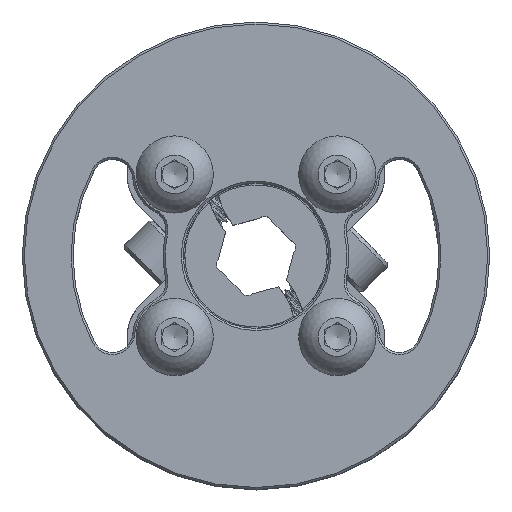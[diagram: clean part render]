
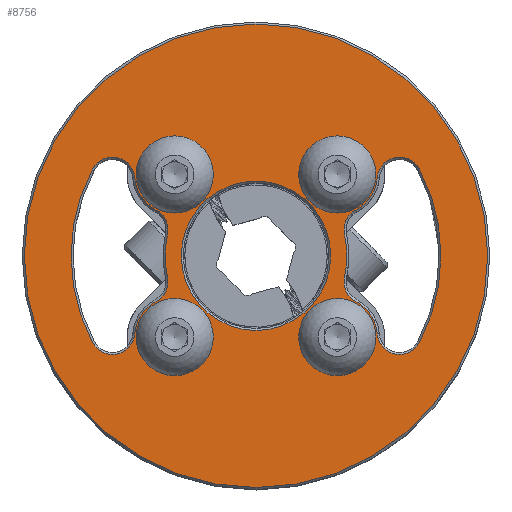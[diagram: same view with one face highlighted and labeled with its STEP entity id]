
A CAD part, top view. The second image highlights one B-rep face of the part: STEP entity #8756.
In plain terms, the highlighted planar face has unit normal (0, 0, 1).
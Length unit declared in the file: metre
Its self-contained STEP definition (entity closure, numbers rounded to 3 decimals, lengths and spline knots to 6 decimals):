
#4422=ORIENTED_EDGE('',*,*,#6066,.T.);
#4423=ORIENTED_EDGE('',*,*,#6067,.T.);
#4424=ORIENTED_EDGE('',*,*,#6068,.T.);
#4425=ORIENTED_EDGE('',*,*,#6069,.T.);
#4426=ORIENTED_EDGE('',*,*,#6070,.T.);
#4427=ORIENTED_EDGE('',*,*,#6071,.T.);
#4428=ORIENTED_EDGE('',*,*,#6072,.T.);
#4429=ORIENTED_EDGE('',*,*,#6073,.T.);
#4430=ORIENTED_EDGE('',*,*,#6074,.T.);
#4431=ORIENTED_EDGE('',*,*,#6075,.T.);
#4432=ORIENTED_EDGE('',*,*,#6076,.T.);
#4433=ORIENTED_EDGE('',*,*,#6077,.T.);
#4434=ORIENTED_EDGE('',*,*,#6078,.T.);
#4435=ORIENTED_EDGE('',*,*,#6079,.T.);
#4436=ORIENTED_EDGE('',*,*,#6080,.T.);
#4437=ORIENTED_EDGE('',*,*,#6081,.T.);
#4438=ORIENTED_EDGE('',*,*,#6082,.T.);
#4439=ORIENTED_EDGE('',*,*,#6083,.T.);
#4440=ORIENTED_EDGE('',*,*,#6084,.T.);
#4441=ORIENTED_EDGE('',*,*,#6085,.T.);
#4442=ORIENTED_EDGE('',*,*,#6086,.T.);
#4443=ORIENTED_EDGE('',*,*,#6087,.T.);
#6066=EDGE_CURVE('',#7354,#7355,#7661,.F.);
#6067=EDGE_CURVE('',#7355,#7356,#7662,.T.);
#6068=EDGE_CURVE('',#7356,#7357,#7663,.F.);
#6069=EDGE_CURVE('',#7357,#7358,#7664,.T.);
#6070=EDGE_CURVE('',#7358,#7359,#7665,.F.);
#6071=EDGE_CURVE('',#7359,#7360,#7666,.T.);
#6072=EDGE_CURVE('',#7360,#7361,#7667,.F.);
#6073=EDGE_CURVE('',#7361,#7354,#7668,.F.);
#6074=EDGE_CURVE('',#7362,#7363,#7669,.F.);
#6075=EDGE_CURVE('',#7363,#7364,#7670,.T.);
#6076=EDGE_CURVE('',#7364,#7365,#7671,.F.);
#6077=EDGE_CURVE('',#7365,#7366,#7672,.F.);
#6078=EDGE_CURVE('',#7366,#7367,#7673,.F.);
#6079=EDGE_CURVE('',#7367,#7368,#7674,.T.);
#6080=EDGE_CURVE('',#7368,#7369,#7675,.F.);
#6081=EDGE_CURVE('',#7369,#7362,#7676,.T.);
#6082=EDGE_CURVE('',#7370,#7370,#7677,.F.);
#6083=EDGE_CURVE('',#7371,#7371,#7678,.F.);
#6084=EDGE_CURVE('',#7372,#7372,#7679,.F.);
#6085=EDGE_CURVE('',#7373,#7373,#7680,.F.);
#6086=EDGE_CURVE('',#7374,#7374,#7681,.F.);
#6087=EDGE_CURVE('',#7375,#7375,#7682,.T.);
#7354=VERTEX_POINT('',#28661);
#7355=VERTEX_POINT('',#28662);
#7356=VERTEX_POINT('',#28664);
#7357=VERTEX_POINT('',#28666);
#7358=VERTEX_POINT('',#28668);
#7359=VERTEX_POINT('',#28670);
#7360=VERTEX_POINT('',#28672);
#7361=VERTEX_POINT('',#28674);
#7362=VERTEX_POINT('',#28677);
#7363=VERTEX_POINT('',#28678);
#7364=VERTEX_POINT('',#28680);
#7365=VERTEX_POINT('',#28682);
#7366=VERTEX_POINT('',#28684);
#7367=VERTEX_POINT('',#28686);
#7368=VERTEX_POINT('',#28688);
#7369=VERTEX_POINT('',#28690);
#7370=VERTEX_POINT('',#28693);
#7371=VERTEX_POINT('',#28695);
#7372=VERTEX_POINT('',#28697);
#7373=VERTEX_POINT('',#28699);
#7374=VERTEX_POINT('',#28701);
#7375=VERTEX_POINT('',#28703);
#7661=CIRCLE('',#9315,0.0022);
#7662=CIRCLE('',#9316,0.00395);
#7663=CIRCLE('',#9317,0.0022);
#7664=CIRCLE('',#9318,0.00895);
#7665=CIRCLE('',#9319,0.0022);
#7666=CIRCLE('',#9320,0.00395);
#7667=CIRCLE('',#9321,0.0022);
#7668=CIRCLE('',#9322,0.0182);
#7669=CIRCLE('',#9323,0.0022);
#7670=CIRCLE('',#9324,0.00395);
#7671=CIRCLE('',#9325,0.0022);
#7672=CIRCLE('',#9326,0.0182);
#7673=CIRCLE('',#9327,0.0022);
#7674=CIRCLE('',#9328,0.00395);
#7675=CIRCLE('',#9329,0.0022);
#7676=CIRCLE('',#9330,0.00895);
#7677=CIRCLE('',#9331,0.00235);
#7678=CIRCLE('',#9332,0.00235);
#7679=CIRCLE('',#9333,0.00235);
#7680=CIRCLE('',#9334,0.00235);
#7681=CIRCLE('',#9335,0.00735);
#7682=CIRCLE('',#9336,0.0228);
#8002=EDGE_LOOP('',(#4422,#4423,#4424,#4425,#4426,#4427,#4428,#4429));
#8003=EDGE_LOOP('',(#4430,#4431,#4432,#4433,#4434,#4435,#4436,#4437));
#8004=EDGE_LOOP('',(#4438));
#8005=EDGE_LOOP('',(#4439));
#8006=EDGE_LOOP('',(#4440));
#8007=EDGE_LOOP('',(#4441));
#8008=EDGE_LOOP('',(#4442));
#8009=EDGE_LOOP('',(#4443));
#8371=FACE_BOUND('',#8002,.T.);
#8372=FACE_BOUND('',#8003,.T.);
#8373=FACE_BOUND('',#8004,.T.);
#8374=FACE_BOUND('',#8005,.T.);
#8375=FACE_BOUND('',#8006,.T.);
#8376=FACE_BOUND('',#8007,.T.);
#8377=FACE_BOUND('',#8008,.T.);
#8378=FACE_BOUND('',#8009,.T.);
#8519=PLANE('',#9314);
#8756=ADVANCED_FACE('',(#8371,#8372,#8373,#8374,#8375,#8376,#8377,#8378),
#8519,.T.);
#9314=AXIS2_PLACEMENT_3D('',#28659,#10542,#10543);
#9315=AXIS2_PLACEMENT_3D('',#28660,#10544,#10545);
#9316=AXIS2_PLACEMENT_3D('',#28663,#10546,#10547);
#9317=AXIS2_PLACEMENT_3D('',#28665,#10548,#10549);
#9318=AXIS2_PLACEMENT_3D('',#28667,#10550,#10551);
#9319=AXIS2_PLACEMENT_3D('',#28669,#10552,#10553);
#9320=AXIS2_PLACEMENT_3D('',#28671,#10554,#10555);
#9321=AXIS2_PLACEMENT_3D('',#28673,#10556,#10557);
#9322=AXIS2_PLACEMENT_3D('',#28675,#10558,#10559);
#9323=AXIS2_PLACEMENT_3D('',#28676,#10560,#10561);
#9324=AXIS2_PLACEMENT_3D('',#28679,#10562,#10563);
#9325=AXIS2_PLACEMENT_3D('',#28681,#10564,#10565);
#9326=AXIS2_PLACEMENT_3D('',#28683,#10566,#10567);
#9327=AXIS2_PLACEMENT_3D('',#28685,#10568,#10569);
#9328=AXIS2_PLACEMENT_3D('',#28687,#10570,#10571);
#9329=AXIS2_PLACEMENT_3D('',#28689,#10572,#10573);
#9330=AXIS2_PLACEMENT_3D('',#28691,#10574,#10575);
#9331=AXIS2_PLACEMENT_3D('',#28692,#10576,#10577);
#9332=AXIS2_PLACEMENT_3D('',#28694,#10578,#10579);
#9333=AXIS2_PLACEMENT_3D('',#28696,#10580,#10581);
#9334=AXIS2_PLACEMENT_3D('',#28698,#10582,#10583);
#9335=AXIS2_PLACEMENT_3D('',#28700,#10584,#10585);
#9336=AXIS2_PLACEMENT_3D('',#28702,#10586,#10587);
#10542=DIRECTION('',(0.,0.,1.));
#10543=DIRECTION('',(1.,0.,0.));
#10544=DIRECTION('',(0.,0.,1.));
#10545=DIRECTION('',(1.,0.,0.));
#10546=DIRECTION('',(0.,0.,1.));
#10547=DIRECTION('',(1.,0.,0.));
#10548=DIRECTION('',(0.,0.,1.));
#10549=DIRECTION('',(1.,0.,0.));
#10550=DIRECTION('',(0.,0.,1.));
#10551=DIRECTION('',(1.,0.,0.));
#10552=DIRECTION('',(0.,0.,1.));
#10553=DIRECTION('',(1.,0.,0.));
#10554=DIRECTION('',(0.,0.,1.));
#10555=DIRECTION('',(1.,0.,0.));
#10556=DIRECTION('',(0.,0.,1.));
#10557=DIRECTION('',(1.,0.,0.));
#10558=DIRECTION('',(0.,0.,1.));
#10559=DIRECTION('',(1.,0.,0.));
#10560=DIRECTION('',(0.,0.,1.));
#10561=DIRECTION('',(1.,0.,0.));
#10562=DIRECTION('',(0.,0.,1.));
#10563=DIRECTION('',(1.,0.,0.));
#10564=DIRECTION('',(0.,0.,1.));
#10565=DIRECTION('',(1.,0.,0.));
#10566=DIRECTION('',(0.,0.,1.));
#10567=DIRECTION('',(1.,0.,0.));
#10568=DIRECTION('',(0.,0.,1.));
#10569=DIRECTION('',(1.,0.,0.));
#10570=DIRECTION('',(0.,0.,1.));
#10571=DIRECTION('',(1.,0.,0.));
#10572=DIRECTION('',(0.,0.,1.));
#10573=DIRECTION('',(1.,0.,0.));
#10574=DIRECTION('',(0.,0.,1.));
#10575=DIRECTION('',(1.,0.,0.));
#10576=DIRECTION('',(0.,0.,1.));
#10577=DIRECTION('',(1.,0.,0.));
#10578=DIRECTION('',(0.,0.,1.));
#10579=DIRECTION('',(1.,0.,0.));
#10580=DIRECTION('',(0.,0.,1.));
#10581=DIRECTION('',(1.,0.,0.));
#10582=DIRECTION('',(0.,0.,1.));
#10583=DIRECTION('',(1.,0.,0.));
#10584=DIRECTION('',(0.,0.,1.));
#10585=DIRECTION('',(1.,0.,0.));
#10586=DIRECTION('',(0.,0.,1.));
#10587=DIRECTION('',(1.,0.,0.));
#28659=CARTESIAN_POINT('',(0.,0.,0.0125));
#28660=CARTESIAN_POINT('',(-0.01413,0.007506,0.0125));
#28661=CARTESIAN_POINT('',(-0.016073,0.008538,0.0125));
#28662=CARTESIAN_POINT('',(-0.011937,0.007683,0.0125));
#28663=CARTESIAN_POINT('',(-0.008,0.008,0.0125));
#28664=CARTESIAN_POINT('',(-0.009833,0.004501,0.0125));
#28665=CARTESIAN_POINT('',(-0.010854,0.002552,0.0125));
#28666=CARTESIAN_POINT('',(-0.008712,0.002049,0.0125));
#28667=CARTESIAN_POINT('',(0.,0.,0.0125));
#28668=CARTESIAN_POINT('',(-0.008712,-0.002049,0.0125));
#28669=CARTESIAN_POINT('',(-0.010854,-0.002552,0.0125));
#28670=CARTESIAN_POINT('',(-0.009833,-0.004501,0.0125));
#28671=CARTESIAN_POINT('',(-0.008,-0.008,0.0125));
#28672=CARTESIAN_POINT('',(-0.011937,-0.007683,0.0125));
#28673=CARTESIAN_POINT('',(-0.01413,-0.007506,0.0125));
#28674=CARTESIAN_POINT('',(-0.016073,-0.008538,0.0125));
#28675=CARTESIAN_POINT('',(0.,0.,0.0125));
#28676=CARTESIAN_POINT('',(0.010854,0.002552,0.0125));
#28677=CARTESIAN_POINT('',(0.008712,0.002049,0.0125));
#28678=CARTESIAN_POINT('',(0.009833,0.004501,0.0125));
#28679=CARTESIAN_POINT('',(0.008,0.008,0.0125));
#28680=CARTESIAN_POINT('',(0.011937,0.007683,0.0125));
#28681=CARTESIAN_POINT('',(0.01413,0.007506,0.0125));
#28682=CARTESIAN_POINT('',(0.016073,0.008538,0.0125));
#28683=CARTESIAN_POINT('',(0.,0.,0.0125));
#28684=CARTESIAN_POINT('',(0.016073,-0.008538,0.0125));
#28685=CARTESIAN_POINT('',(0.01413,-0.007506,0.0125));
#28686=CARTESIAN_POINT('',(0.011937,-0.007683,0.0125));
#28687=CARTESIAN_POINT('',(0.008,-0.008,0.0125));
#28688=CARTESIAN_POINT('',(0.009833,-0.004501,0.0125));
#28689=CARTESIAN_POINT('',(0.010854,-0.002552,0.0125));
#28690=CARTESIAN_POINT('',(0.008712,-0.002049,0.0125));
#28691=CARTESIAN_POINT('',(0.,0.,0.0125));
#28692=CARTESIAN_POINT('',(-0.008,0.008,0.0125));
#28693=CARTESIAN_POINT('',(-0.00565,0.008,0.0125));
#28694=CARTESIAN_POINT('',(0.008,0.008,0.0125));
#28695=CARTESIAN_POINT('',(0.01035,0.008,0.0125));
#28696=CARTESIAN_POINT('',(0.008,-0.008,0.0125));
#28697=CARTESIAN_POINT('',(0.01035,-0.008,0.0125));
#28698=CARTESIAN_POINT('',(-0.008,-0.008,0.0125));
#28699=CARTESIAN_POINT('',(-0.00565,-0.008,0.0125));
#28700=CARTESIAN_POINT('',(0.,0.,0.0125));
#28701=CARTESIAN_POINT('',(0.00735,0.,0.0125));
#28702=CARTESIAN_POINT('',(0.,0.,0.0125));
#28703=CARTESIAN_POINT('',(0.0228,0.,0.0125));
